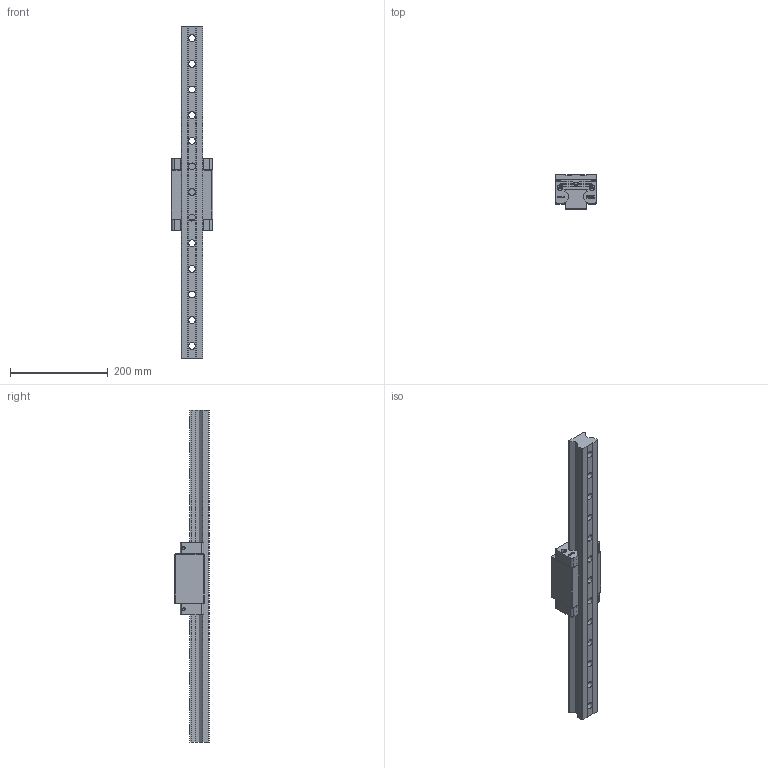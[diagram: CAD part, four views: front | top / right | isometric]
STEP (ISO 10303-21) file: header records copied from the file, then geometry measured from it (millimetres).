
FILE_DESCRIPTION((''),'2;1');
FILE_NAME('Assieme MG 45 SC clienti.stp','2009-01-14T11:15:16',('ufficiotecnicodue'),(''),'Autodesk Inventor 2008','Autodesk Inventor 2008','');
FILE_SCHEMA(('AUTOMOTIVE_DESIGN { 1 0 10303 214 1 1 1 1 }'));
Length unit declared in the file: millimetre
Products named in the file (4): Assieme MG 45 SC clienti; Guida MG45 clienti; Pattino MG SC 45 clienti; TC45 clienti
Assembly tree (4 placements, depth 2):
  Assieme MG 45 SC clienti
    Guida MG45 clienti
    Pattino MG SC 45 clienti
    TC45 clienti  x2
Bounding box: 86 x 70 x 680 mm (x, y, z)
Volume: 1444778.2 mm3; surface area: 238356.9 mm2
Topology: 4 solids, 44 shells, 933 faces, 2296 edges, 1512 vertices
Faces by surface type: plane 602, bspline 195, cylinder 122, cone 14
Full cylindrical faces by diameter (mm): 1.275 x2, 2 x2, 3 x2, 3.506 x2, 4.134 x2, 4.917 x2, 5.2 x2, 7 x2, 10 x2, 11.5 x4
Entity records: 16636 total; most frequent: CARTESIAN_POINT 4368, ORIENTED_EDGE 2480, DIRECTION 2257, EDGE_CURVE 1240, VECTOR 975, LINE 975, VERTEX_POINT 849, EDGE_LOOP 689
